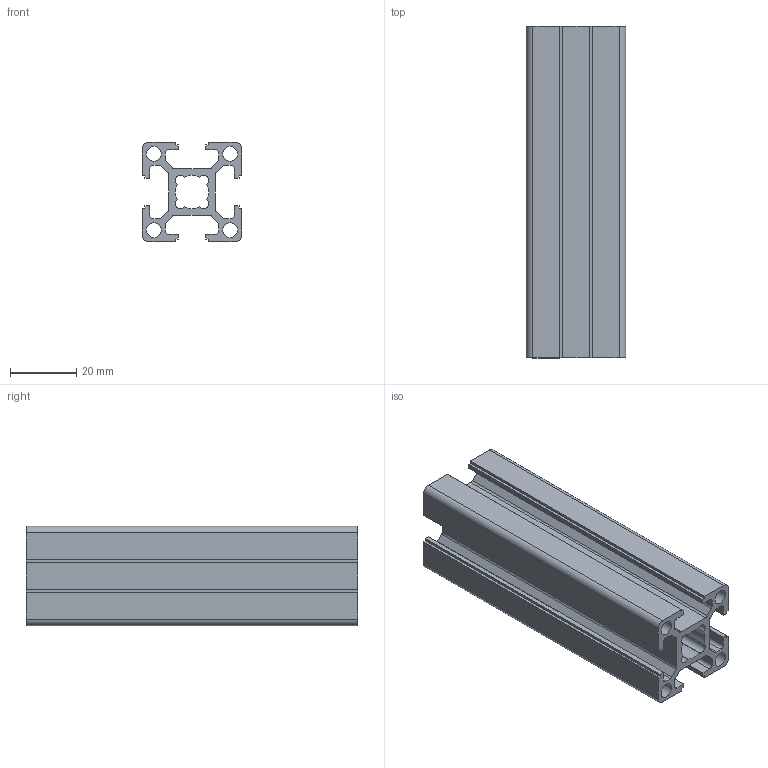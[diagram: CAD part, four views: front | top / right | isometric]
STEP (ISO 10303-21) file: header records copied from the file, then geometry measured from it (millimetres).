
FILE_DESCRIPTION(/* description */ (''),/* implementation_level */ '2;1');
FILE_NAME(/* name */ 'AST03003004.step',/* time_stamp */ '2024-04-29T15:56:03+01:00',/* author */ ('project'),/* organization */ (''),/* preprocessor_version */ 'ST-DEVELOPER v19',/* originating_system */ 'Autodesk Inventor 2023',/* authorisation */ '');
FILE_SCHEMA (('AUTOMOTIVE_DESIGN { 1 0 10303 214 3 1 1 }'));
Length unit declared in the file: metre
Products named in the file (1): AST03003004
Bounding box: 30 x 100 x 30 mm (x, y, z)
Volume: 31626.5 mm3; surface area: 33043.1 mm2
Topology: 1 solids, 1 shells, 102 faces, 300 edges, 200 vertices
Faces by surface type: plane 62, cylinder 40
Full cylindrical faces by diameter (mm): 4.5 x4
Entity records: 3476 total; most frequent: CARTESIAN_POINT 603, ORIENTED_EDGE 600, DIRECTION 586, EDGE_CURVE 300, LINE 220, VECTOR 220, VERTEX_POINT 200, AXIS2_PLACEMENT_3D 183
